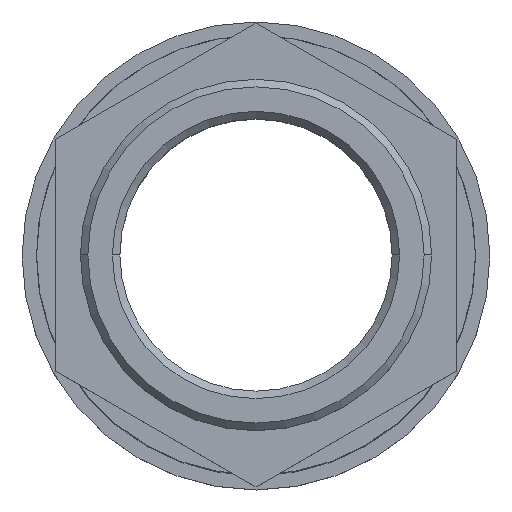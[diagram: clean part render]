
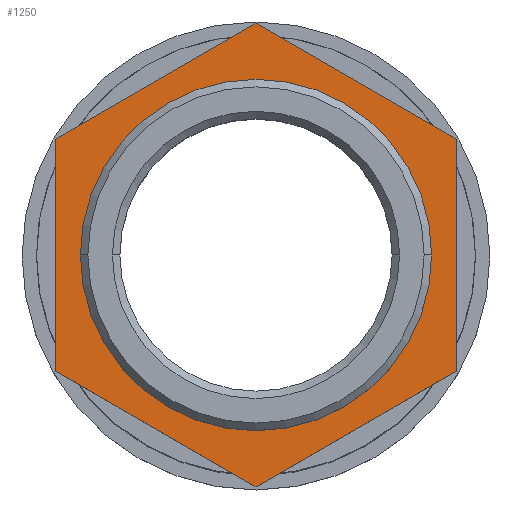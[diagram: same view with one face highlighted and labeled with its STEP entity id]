
A CAD part, top view. The second image highlights one B-rep face of the part: STEP entity #1250.
In plain terms, the highlighted planar face has unit normal (0, 0, 1).
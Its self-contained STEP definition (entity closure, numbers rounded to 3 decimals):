
#59 = AXIS2_PLACEMENT_3D ( 'NONE', #519, #676, #1582 ) ;
#104 = VERTEX_POINT ( 'NONE', #1559 ) ;
#146 = DIRECTION ( 'NONE',  ( 0., -1., 0. ) ) ;
#196 = VECTOR ( 'NONE', #798, 1000. ) ;
#233 = LINE ( 'NONE', #658, #196 ) ;
#262 = LINE ( 'NONE', #1597, #1306 ) ;
#273 = CARTESIAN_POINT ( 'NONE',  ( -16., 9.238, 3.7 ) ) ;
#276 = VERTEX_POINT ( 'NONE', #1326 ) ;
#280 = VERTEX_POINT ( 'NONE', #414 ) ;
#333 = EDGE_CURVE ( 'NONE', #734, #280, #262, .T. ) ;
#410 = CIRCLE ( 'NONE', #870, 14. ) ;
#414 = CARTESIAN_POINT ( 'NONE',  ( 16., 9.238, 3.7 ) ) ;
#459 = CARTESIAN_POINT ( 'NONE',  ( 0., 18.475, 3.7 ) ) ;
#466 = CARTESIAN_POINT ( 'NONE',  ( -14., 0., 3.7 ) ) ;
#483 = EDGE_LOOP ( 'NONE', ( #1462, #1049, #1645, #605, #874, #1513 ) ) ;
#519 = CARTESIAN_POINT ( 'NONE',  ( 0., -18.475, 3.7 ) ) ;
#530 = FACE_BOUND ( 'NONE', #872, .T. ) ;
#594 = EDGE_CURVE ( 'NONE', #104, #1440, #1518, .T. ) ;
#595 = DIRECTION ( 'NONE',  ( 0., 0., -1. ) ) ;
#605 = ORIENTED_EDGE ( 'NONE', *, *, #1677, .T. ) ;
#618 = DIRECTION ( 'NONE',  ( 0.866, -0.5, 0. ) ) ;
#650 = LINE ( 'NONE', #1189, #964 ) ;
#656 = DIRECTION ( 'NONE',  ( -0.866, 0.5, 0. ) ) ;
#658 = CARTESIAN_POINT ( 'NONE',  ( 0., 18.475, 3.7 ) ) ;
#676 = DIRECTION ( 'NONE',  ( 0., 0., 1. ) ) ;
#698 = DIRECTION ( 'NONE',  ( 0., 0., -1. ) ) ;
#734 = VERTEX_POINT ( 'NONE', #1430 ) ;
#759 = VECTOR ( 'NONE', #1603, 1000. ) ;
#798 = DIRECTION ( 'NONE',  ( -0.866, -0.5, 0. ) ) ;
#806 = EDGE_CURVE ( 'NONE', #1618, #104, #882, .T. ) ;
#824 = VECTOR ( 'NONE', #618, 1000. ) ;
#825 = DIRECTION ( 'NONE',  ( 0., 1., 0. ) ) ;
#829 = EDGE_CURVE ( 'NONE', #1485, #1618, #233, .T. ) ;
#870 = AXIS2_PLACEMENT_3D ( 'NONE', #1482, #698, #1608 ) ;
#872 = EDGE_LOOP ( 'NONE', ( #1151, #1077 ) ) ;
#874 = ORIENTED_EDGE ( 'NONE', *, *, #829, .T. ) ;
#882 = LINE ( 'NONE', #273, #1536 ) ;
#927 = AXIS2_PLACEMENT_3D ( 'NONE', #1377, #595, #1512 ) ;
#964 = VECTOR ( 'NONE', #656, 1000. ) ;
#1041 = VERTEX_POINT ( 'NONE', #466 ) ;
#1049 = ORIENTED_EDGE ( 'NONE', *, *, #1334, .T. ) ;
#1077 = ORIENTED_EDGE ( 'NONE', *, *, #1495, .T. ) ;
#1090 = CARTESIAN_POINT ( 'NONE',  ( 0., -18.475, 3.7 ) ) ;
#1151 = ORIENTED_EDGE ( 'NONE', *, *, #1356, .T. ) ;
#1155 = LINE ( 'NONE', #1090, #759 ) ;
#1189 = CARTESIAN_POINT ( 'NONE',  ( 16., 9.238, 3.7 ) ) ;
#1250 = ADVANCED_FACE ( 'NONE', ( #530, #1566 ), #1308, .T. ) ;
#1306 = VECTOR ( 'NONE', #825, 1000. ) ;
#1308 = PLANE ( 'NONE',  #59 ) ;
#1326 = CARTESIAN_POINT ( 'NONE',  ( 14., 0., 3.7 ) ) ;
#1334 = EDGE_CURVE ( 'NONE', #1440, #734, #1155, .T. ) ;
#1356 = EDGE_CURVE ( 'NONE', #276, #1041, #410, .T. ) ;
#1377 = CARTESIAN_POINT ( 'NONE',  ( 0., 0., 3.7 ) ) ;
#1403 = CARTESIAN_POINT ( 'NONE',  ( -16., -9.238, 3.7 ) ) ;
#1411 = CIRCLE ( 'NONE', #927, 14. ) ;
#1430 = CARTESIAN_POINT ( 'NONE',  ( 16., -9.238, 3.7 ) ) ;
#1440 = VERTEX_POINT ( 'NONE', #1500 ) ;
#1462 = ORIENTED_EDGE ( 'NONE', *, *, #594, .T. ) ;
#1482 = CARTESIAN_POINT ( 'NONE',  ( 0., 0., 3.7 ) ) ;
#1485 = VERTEX_POINT ( 'NONE', #459 ) ;
#1495 = EDGE_CURVE ( 'NONE', #1041, #276, #1411, .T. ) ;
#1500 = CARTESIAN_POINT ( 'NONE',  ( 0., -18.475, 3.7 ) ) ;
#1512 = DIRECTION ( 'NONE',  ( 1., 0., 0. ) ) ;
#1513 = ORIENTED_EDGE ( 'NONE', *, *, #806, .T. ) ;
#1518 = LINE ( 'NONE', #1403, #824 ) ;
#1528 = CARTESIAN_POINT ( 'NONE',  ( -16., 9.238, 3.7 ) ) ;
#1536 = VECTOR ( 'NONE', #146, 1000. ) ;
#1559 = CARTESIAN_POINT ( 'NONE',  ( -16., -9.238, 3.7 ) ) ;
#1566 = FACE_OUTER_BOUND ( 'NONE', #483, .T. ) ;
#1582 = DIRECTION ( 'NONE',  ( 1., 0., 0. ) ) ;
#1597 = CARTESIAN_POINT ( 'NONE',  ( 16., -9.238, 3.7 ) ) ;
#1603 = DIRECTION ( 'NONE',  ( 0.866, 0.5, 0. ) ) ;
#1608 = DIRECTION ( 'NONE',  ( 1., 0., 0. ) ) ;
#1618 = VERTEX_POINT ( 'NONE', #1528 ) ;
#1645 = ORIENTED_EDGE ( 'NONE', *, *, #333, .T. ) ;
#1677 = EDGE_CURVE ( 'NONE', #280, #1485, #650, .T. ) ;
